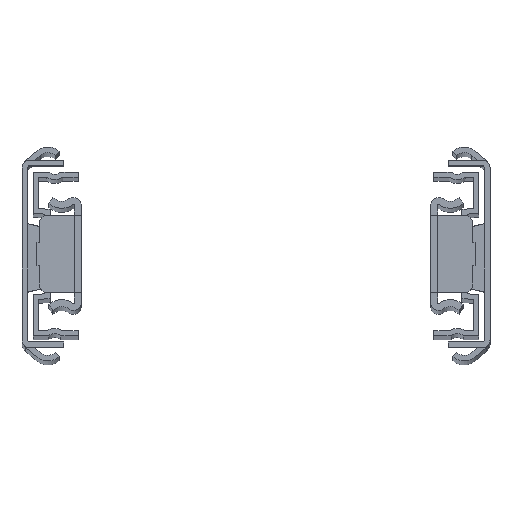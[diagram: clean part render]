
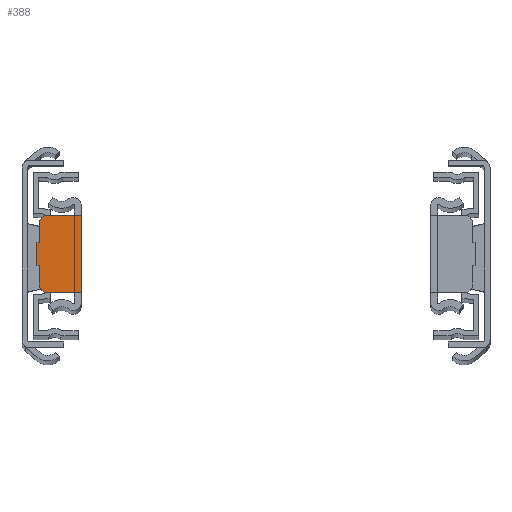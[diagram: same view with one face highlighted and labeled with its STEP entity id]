
A CAD part, top view. The second image highlights one B-rep face of the part: STEP entity #388.
In plain terms, the highlighted face is planar.
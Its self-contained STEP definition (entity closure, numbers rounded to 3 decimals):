
#388 = ADVANCED_FACE( '', ( #893 ), #894, .F. );
#893 = FACE_OUTER_BOUND( '', #1633, .T. );
#894 = PLANE( '', #1634 );
#1633 = EDGE_LOOP( '', ( #2536, #2537, #2538, #2539, #2540, #2541, #2542, #2543, #2544, #2545 ) );
#1634 = AXIS2_PLACEMENT_3D( '', #2546, #2547, #2548 );
#2536 = ORIENTED_EDGE( '', *, *, #4445, .F. );
#2537 = ORIENTED_EDGE( '', *, *, #4446, .F. );
#2538 = ORIENTED_EDGE( '', *, *, #4343, .F. );
#2539 = ORIENTED_EDGE( '', *, *, #4447, .F. );
#2540 = ORIENTED_EDGE( '', *, *, #4405, .F. );
#2541 = ORIENTED_EDGE( '', *, *, #4448, .F. );
#2542 = ORIENTED_EDGE( '', *, *, #4449, .F. );
#2543 = ORIENTED_EDGE( '', *, *, #4450, .F. );
#2544 = ORIENTED_EDGE( '', *, *, #4451, .F. );
#2545 = ORIENTED_EDGE( '', *, *, #4452, .F. );
#2546 = CARTESIAN_POINT( '', ( 0., 0., 0. ) );
#2547 = DIRECTION( '', ( 0., 1., 0. ) );
#2548 = DIRECTION( '', ( 0., 0., 1. ) );
#4343 = EDGE_CURVE( '', #5192, #5193, #5194, .T. );
#4405 = EDGE_CURVE( '', #5300, #5301, #5302, .T. );
#4445 = EDGE_CURVE( '', #5366, #5367, #5368, .T. );
#4446 = EDGE_CURVE( '', #5193, #5366, #5369, .T. );
#4447 = EDGE_CURVE( '', #5301, #5192, #5370, .T. );
#4448 = EDGE_CURVE( '', #5371, #5300, #5372, .T. );
#4449 = EDGE_CURVE( '', #5373, #5371, #5374, .T. );
#4450 = EDGE_CURVE( '', #5375, #5373, #5376, .T. );
#4451 = EDGE_CURVE( '', #5377, #5375, #5378, .T. );
#4452 = EDGE_CURVE( '', #5367, #5377, #5379, .T. );
#5192 = VERTEX_POINT( '', #6434 );
#5193 = VERTEX_POINT( '', #6435 );
#5194 = LINE( '', #6436, #6437 );
#5300 = VERTEX_POINT( '', #6586 );
#5301 = VERTEX_POINT( '', #6587 );
#5302 = LINE( '', #6588, #6589 );
#5366 = VERTEX_POINT( '', #6674 );
#5367 = VERTEX_POINT( '', #6675 );
#5368 = LINE( '', #6676, #6677 );
#5369 = CIRCLE( '', #6678, 1.6 );
#5370 = LINE( '', #6679, #6680 );
#5371 = VERTEX_POINT( '', #6681 );
#5372 = LINE( '', #6682, #6683 );
#5373 = VERTEX_POINT( '', #6684 );
#5374 = LINE( '', #6685, #6686 );
#5375 = VERTEX_POINT( '', #6687 );
#5376 = CIRCLE( '', #6688, 1.6 );
#5377 = VERTEX_POINT( '', #6689 );
#5378 = LINE( '', #6690, #6691 );
#5379 = LINE( '', #6692, #6693 );
#6434 = CARTESIAN_POINT( '', ( 3.7, 0., 2.4 ) );
#6435 = CARTESIAN_POINT( '', ( 3.7, 0., 6.65 ) );
#6436 = CARTESIAN_POINT( '', ( 3.7, 0., 2.4 ) );
#6437 = VECTOR( '', #7972, 1000. );
#6586 = CARTESIAN_POINT( '', ( 3.2, 0., -2.4 ) );
#6587 = CARTESIAN_POINT( '', ( 3.2, 0., 2.4 ) );
#6588 = CARTESIAN_POINT( '', ( 3.2, 0., -2.4 ) );
#6589 = VECTOR( '', #8037, 1000. );
#6674 = CARTESIAN_POINT( '', ( 5.3, 0., 8.25 ) );
#6675 = CARTESIAN_POINT( '', ( 12.7, 0., 8.25 ) );
#6676 = CARTESIAN_POINT( '', ( 11.2, 0., 8.25 ) );
#6677 = VECTOR( '', #8086, 1000. );
#6678 = AXIS2_PLACEMENT_3D( '', #8087, #8088, #8089 );
#6679 = CARTESIAN_POINT( '', ( 3.2, 0., 2.4 ) );
#6680 = VECTOR( '', #8090, 1000. );
#6681 = CARTESIAN_POINT( '', ( 3.7, 0., -2.4 ) );
#6682 = CARTESIAN_POINT( '', ( 3.7, 0., -2.4 ) );
#6683 = VECTOR( '', #8091, 1000. );
#6684 = CARTESIAN_POINT( '', ( 3.7, 0., -6.65 ) );
#6685 = CARTESIAN_POINT( '', ( 3.7, 0., -6.65 ) );
#6686 = VECTOR( '', #8092, 1000. );
#6687 = CARTESIAN_POINT( '', ( 5.3, 0., -8.25 ) );
#6688 = AXIS2_PLACEMENT_3D( '', #8093, #8094, #8095 );
#6689 = CARTESIAN_POINT( '', ( 12.7, 0., -8.25 ) );
#6690 = CARTESIAN_POINT( '', ( 12.7, 0., -8.25 ) );
#6691 = VECTOR( '', #8096, 1000. );
#6692 = CARTESIAN_POINT( '', ( 12.7, 0., 8.25 ) );
#6693 = VECTOR( '', #8097, 1000. );
#7972 = DIRECTION( '', ( 0., 0., 1. ) );
#8037 = DIRECTION( '', ( 0., 0., 1. ) );
#8086 = DIRECTION( '', ( 1., 0., 0. ) );
#8087 = CARTESIAN_POINT( '', ( 5.3, 0., 6.65 ) );
#8088 = DIRECTION( '', ( 0., 1., 0. ) );
#8089 = DIRECTION( '', ( 1., 0., 0. ) );
#8090 = DIRECTION( '', ( 1., 0., 0. ) );
#8091 = DIRECTION( '', ( -1., 0., 0. ) );
#8092 = DIRECTION( '', ( 0., 0., 1. ) );
#8093 = CARTESIAN_POINT( '', ( 5.3, 0., -6.65 ) );
#8094 = DIRECTION( '', ( 0., 1., 0. ) );
#8095 = DIRECTION( '', ( 1., 0., 0. ) );
#8096 = DIRECTION( '', ( -1., 0., 0. ) );
#8097 = DIRECTION( '', ( 0., 0., -1. ) );
